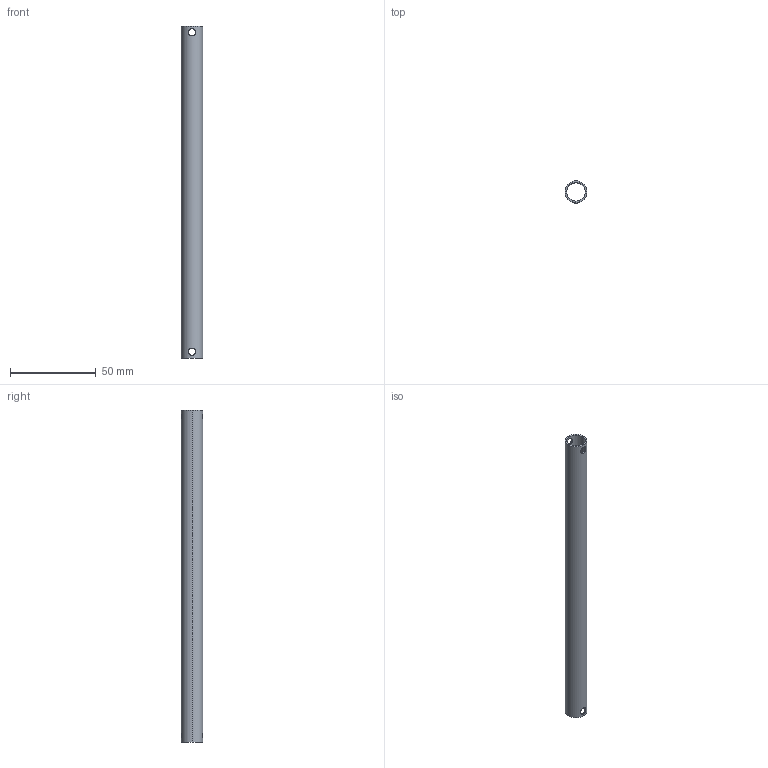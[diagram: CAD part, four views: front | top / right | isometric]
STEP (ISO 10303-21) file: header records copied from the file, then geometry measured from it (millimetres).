
FILE_DESCRIPTION (( 'STEP AP214' ), '1' );
FILE_NAME ('D1200755-v1_HANDLE, aLIGO TCS STEERING MIRROR 1, H1-L1_STEP.STEP', '2012-05-31T17:25:58', ( '' ), ( '' ), 'SwSTEP 2.0', 'SolidWorks 2012', '' );
FILE_SCHEMA (( 'AUTOMOTIVE_DESIGN' ));
Length unit declared in the file: inch
Products named in the file (1): D1200755-v1_HANDLE, aLIGO TCS STEERING MIRROR 1, H1-L1_STEP
Bounding box: 12.7 x 12.7 x 193.68 mm (x, y, z)
Volume: 6336 mm3; surface area: 14370 mm2
Topology: 1 solids, 1 shells, 14 faces, 36 edges, 24 vertices
Faces by surface type: cylinder 12, plane 2
Entity records: 928 total; most frequent: CARTESIAN_POINT 547, ORIENTED_EDGE 72, DIRECTION 58, EDGE_CURVE 36, EDGE_LOOP 24, VERTEX_POINT 24, AXIS2_PLACEMENT_3D 23, B_SPLINE_CURVE_WITH_KNOTS 16
